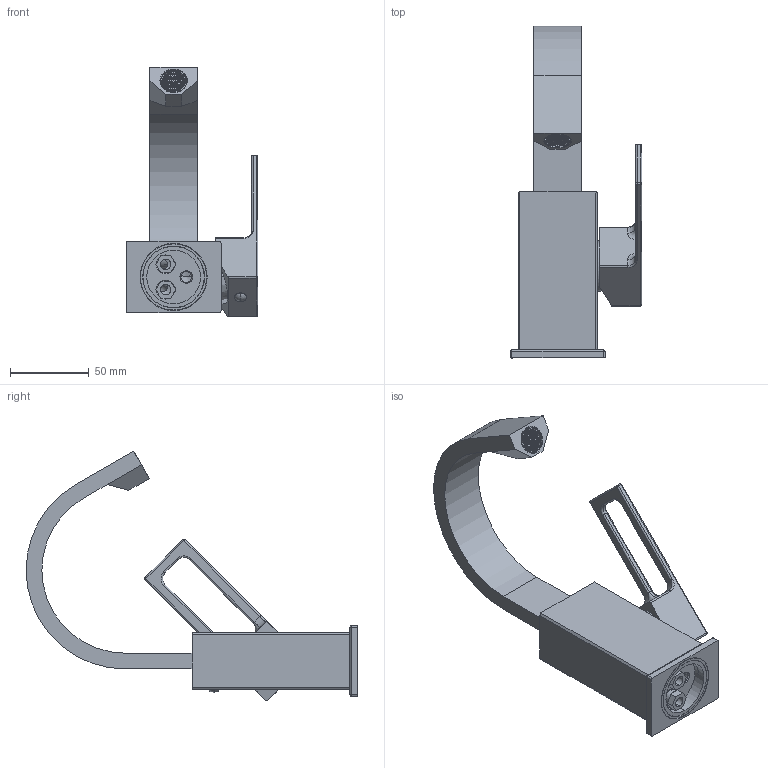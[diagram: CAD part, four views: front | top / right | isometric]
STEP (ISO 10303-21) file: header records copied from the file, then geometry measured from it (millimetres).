
FILE_DESCRIPTION((''),'2;1');
FILE_NAME('EF838CR','2021-01-14T10:59:13',('ut3'),('PAFFONI SpA'),'CREO PARAMETRIC BY PTC INC, 2020044','CREO PARAMETRIC BY PTC INC, 2020044','');
FILE_SCHEMA(('CONFIG_CONTROL_DESIGN','SHAPE_APPEARANCE_LAYERS_GROUPS'));
Products named in the file (1): EF838CR
Bounding box: 83.28 x 210 x 158.07 mm (x, y, z)
Volume: 220637.8 mm3; surface area: 95404.7 mm2
Topology: 3 solids, 3 shells, 3149 faces, 8427 edges, 5282 vertices
Faces by surface type: plane 1988, cylinder 685, bspline 169, torus 126, cone 105, sphere 76
Entity records: 145263 total; most frequent: CARTESIAN_POINT 51794, ORIENTED_EDGE 16692, DIRECTION 12679, EDGE_CURVE 8346, VERTEX_POINT 5282, AXIS2_PLACEMENT_3D 4352, VECTOR 3975, LINE 3975
